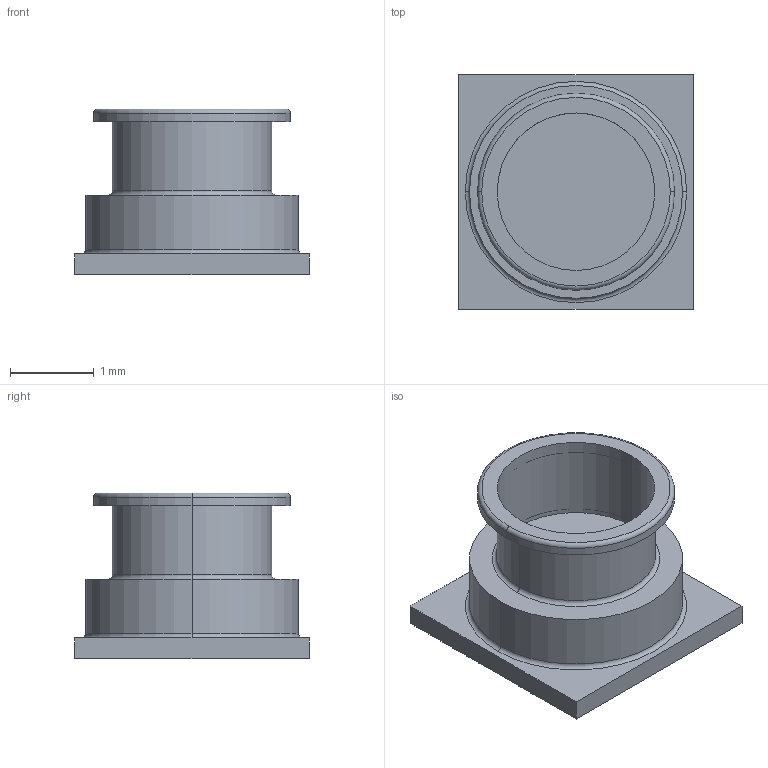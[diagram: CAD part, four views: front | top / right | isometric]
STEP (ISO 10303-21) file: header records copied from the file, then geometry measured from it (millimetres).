
FILE_DESCRIPTION (( 'STEP AP214' ), '1' );
FILE_NAME ('LPS28DFWTR.STEP', '2023-02-20T05:31:46', ( '' ), ( '' ), 'SwSTEP 2.0', 'SolidWorks 2022', '' );
FILE_SCHEMA (( 'AUTOMOTIVE_DESIGN' ));
Length unit declared in the file: millimetre
Products named in the file (1): LPS28DFWTR
Bounding box: 2.8 x 2.8 x 1.98 mm (x, y, z)
Volume: 5.8 mm3; surface area: 51.2 mm2
Topology: 8 solids, 8 shells, 103 faces, 222 edges, 146 vertices
Faces by surface type: plane 89, cylinder 8, torus 6
Entity records: 3590 total; most frequent: CARTESIAN_POINT 472, DIRECTION 458, ORIENTED_EDGE 444, EDGE_CURVE 222, VECTOR 194, LINE 194, VERTEX_POINT 146, AXIS2_PLACEMENT_3D 132
